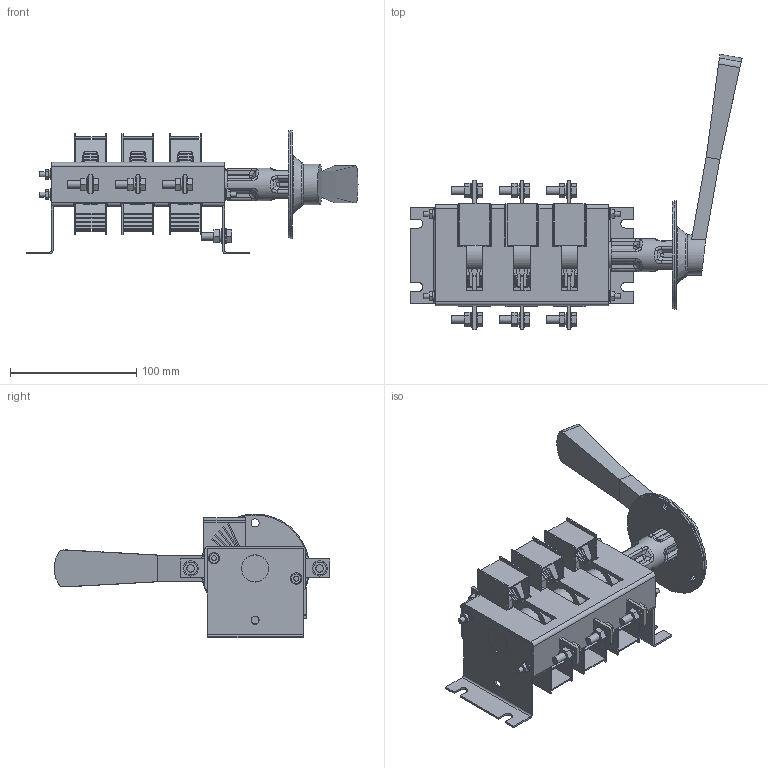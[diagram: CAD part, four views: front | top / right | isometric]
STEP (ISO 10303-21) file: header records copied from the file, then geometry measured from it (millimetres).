
FILE_DESCRIPTION (( 'STEP AP214' ), '1' );
FILE_NAME ('SRK01-111-100 Âûêëþ÷àòåëü-ðàçúåäèíèòåëü ÂÐ32È-31Â31250 100À IEK.STEP', '2018-05-08T12:34:21', ( '' ), ( '' ), 'SwSTEP 2.0', 'SolidWorks 2014', '' );
FILE_SCHEMA (( 'AUTOMOTIVE_DESIGN' ));
Length unit declared in the file: millimetre
Products named in the file (1): SRK01-111-100 Âûêëþ÷àòåëü-ðàçúåäèíèòåëü ÂÐ32È-31Â31250 100À IEK
Bounding box: 262.55 x 217.83 x 98 mm (x, y, z)
Volume: 432550.4 mm3; surface area: 198899.3 mm2
Topology: 25 solids, 25 shells, 1638 faces, 4466 edges, 2887 vertices
Faces by surface type: plane 962, cylinder 539, bspline 131, torus 4, cone 2
Full cylindrical faces by diameter (mm): 4 x8, 4.1 x4, 6 x14, 6.3 x15, 6.5 x14, 9 x4, 11.364 x1, 12 x15, 12.5 x1, 14.9 x1, 21.3 x2, 21.5 x2, 23.8 x1, 26 x1, 28 x1, 32 x1, 84.5 x1, 86 x1
Entity records: 61090 total; most frequent: CARTESIAN_POINT 20272, ORIENTED_EDGE 8612, DIRECTION 8030, EDGE_CURVE 4306, VECTOR 2856, LINE 2856, VERTEX_POINT 2852, AXIS2_PLACEMENT_3D 2587
